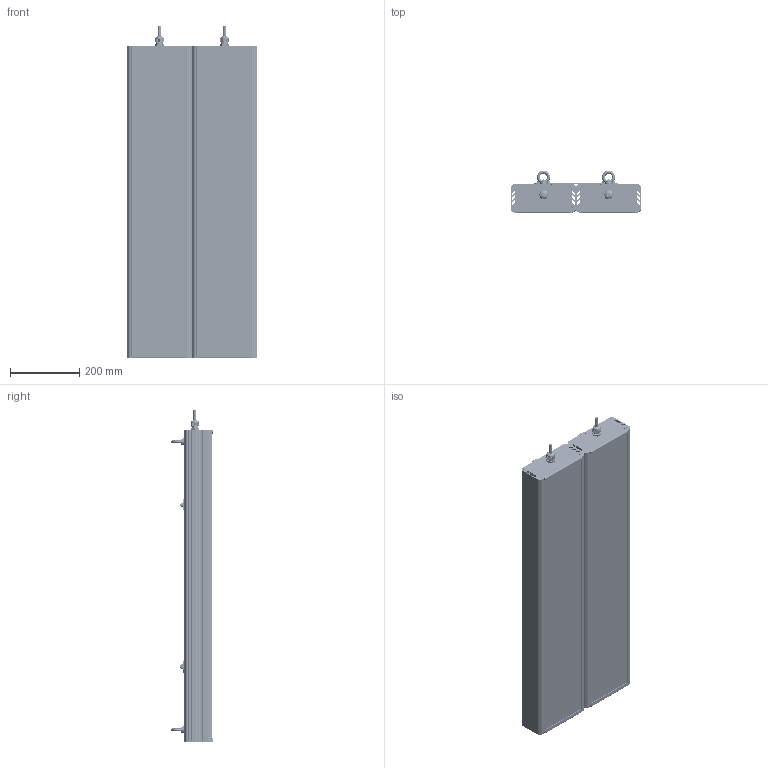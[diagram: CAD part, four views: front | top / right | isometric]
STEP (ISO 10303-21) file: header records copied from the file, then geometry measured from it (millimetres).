
FILE_DESCRIPTION(('STEP AP214'), '1');
FILE_NAME('001.0079.49.000 ÃÑÏ-Ýêñòðà-360', '2023-10-24T05:41:15', ('Ëóêîíèí'), ('ÎÊÁ Ñâîé Ñòèëü'), 'C3D Converter', 'C3D Toolkit', '');
FILE_SCHEMA(('AUTOMOTIVE_DESIGN { 1 0 10303 214 3 1 1}'));
Length unit declared in the file: millimetre
Products named in the file (35): 001.0079.49.000; 001.0079.34.000; 001.0065.02.000
Assembly tree (81 placements, depth 5):
  001.0079.49.000
    001.0079.34.000  x2
      (unnamed)
        (unnamed)
        (unnamed)
        (unnamed)
        (unnamed)  x6
        (unnamed)  x6
        (unnamed)
        (unnamed)
        (unnamed)
        (unnamed)
          (unnamed)
        (unnamed)  x18
          (unnamed)
          (unnamed)
          (unnamed)
          (unnamed)
          (unnamed)
          (unnamed)
          (unnamed)
          (unnamed)
          (unnamed)
      001.0065.02.000
        (unnamed)
        (unnamed)
    (unnamed)  x2
      (unnamed)
      (unnamed)
      (unnamed)
      (unnamed)
      (unnamed)
      (unnamed)
      (unnamed)
      (unnamed)
Bounding box: 374.77 x 121.62 x 956.43 mm (x, y, z)
Volume: 5350489.7 mm3; surface area: 4141273.6 mm2
Topology: 1226 solids, 1226 shells, 12992 faces, 30758 edges, 20578 vertices
Faces by surface type: plane 9000, cylinder 3496, cone 272, bspline 154, sphere 36, torus 34
Full cylindrical faces by diameter (mm): 1 x36, 2 x72, 2.5 x144, 2.8 x900, 3.2 x36, 3.5 x180, 4 x24, 4.917 x8, 6 x12, 6.6 x8, 8 x24, 11 x8, 12 x2, 12.5 x2, 16 x2, 18.5 x6, 20 x2, 23.5 x2
Entity records: 90788 total; most frequent: CARTESIAN_POINT 41974, ORIENTED_EDGE 9354, DIRECTION 8570, EDGE_CURVE 4677, VERTEX_POINT 3221, AXIS2_PLACEMENT_3D 2884, LINE 2802, VECTOR 2802
